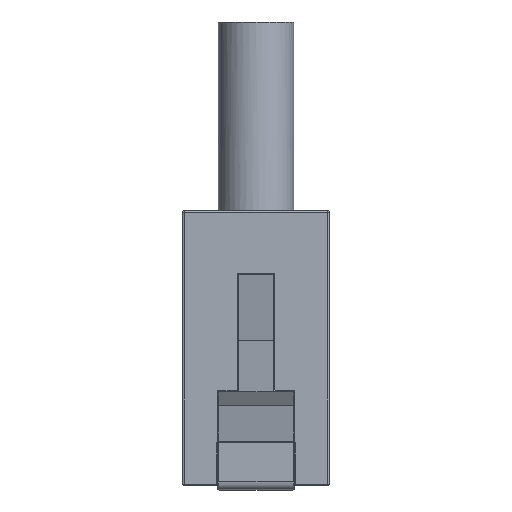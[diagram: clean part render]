
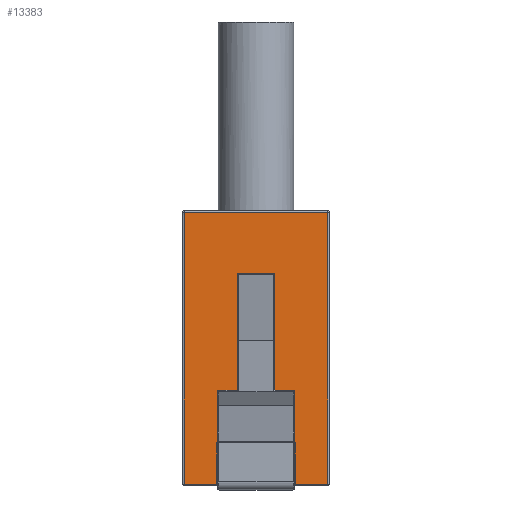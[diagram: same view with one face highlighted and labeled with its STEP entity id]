
A CAD part, top view. The second image highlights one B-rep face of the part: STEP entity #13383.
In plain terms, the highlighted face is planar.
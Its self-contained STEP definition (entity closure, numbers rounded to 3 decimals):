
#913=LINE('',#32320,#1548);
#916=LINE('',#32350,#1551);
#955=LINE('',#32498,#1590);
#1216=LINE('',#35545,#1851);
#1218=LINE('',#35548,#1853);
#1221=LINE('',#35553,#1856);
#1225=LINE('',#35562,#1860);
#1226=LINE('',#35563,#1861);
#1548=VECTOR('',#16486,10.);
#1551=VECTOR('',#16497,10.);
#1590=VECTOR('',#16586,10.);
#1851=VECTOR('',#17813,10.);
#1853=VECTOR('',#17817,10.);
#1856=VECTOR('',#17824,10.);
#1860=VECTOR('',#17836,10.);
#1861=VECTOR('',#17837,10.);
#2979=FACE_OUTER_BOUND('',#3817,.T.);
#3817=EDGE_LOOP('',(#11296,#11297,#11298,#11299,#11300,#11301,#11302,#11303,
#11304,#11305,#11306,#11307));
#4189=CIRCLE('',#13787,0.225);
#4192=CIRCLE('',#13790,0.225);
#4205=CIRCLE('',#13803,0.225);
#4208=CIRCLE('',#13806,0.225);
#5247=VERTEX_POINT('',#21034);
#5248=VERTEX_POINT('',#21041);
#5250=VERTEX_POINT('',#21087);
#5267=VERTEX_POINT('',#21418);
#5268=VERTEX_POINT('',#21425);
#5270=VERTEX_POINT('',#21471);
#5834=VERTEX_POINT('',#32307);
#5836=VERTEX_POINT('',#32312);
#5839=VERTEX_POINT('',#32348);
#5894=VERTEX_POINT('',#32484);
#5896=VERTEX_POINT('',#32496);
#6157=VERTEX_POINT('',#35561);
#6569=EDGE_CURVE('',#5247,#5248,#4189,.T.);
#6573=EDGE_CURVE('',#5250,#5247,#4192,.T.);
#6595=EDGE_CURVE('',#5267,#5268,#4205,.T.);
#6599=EDGE_CURVE('',#5270,#5267,#4208,.T.);
#7365=EDGE_CURVE('',#5836,#5834,#913,.T.);
#7371=EDGE_CURVE('',#5839,#5836,#916,.T.);
#7433=EDGE_CURVE('',#5896,#5894,#955,.T.);
#8008=EDGE_CURVE('',#5834,#5250,#1216,.T.);
#8010=EDGE_CURVE('',#5248,#5270,#1218,.T.);
#8013=EDGE_CURVE('',#5268,#5896,#1221,.T.);
#8017=EDGE_CURVE('',#6157,#5839,#1225,.T.);
#8018=EDGE_CURVE('',#5894,#6157,#1226,.T.);
#11296=ORIENTED_EDGE('',*,*,#7365,.F.);
#11297=ORIENTED_EDGE('',*,*,#7371,.F.);
#11298=ORIENTED_EDGE('',*,*,#8017,.F.);
#11299=ORIENTED_EDGE('',*,*,#8018,.F.);
#11300=ORIENTED_EDGE('',*,*,#7433,.F.);
#11301=ORIENTED_EDGE('',*,*,#8013,.F.);
#11302=ORIENTED_EDGE('',*,*,#6595,.F.);
#11303=ORIENTED_EDGE('',*,*,#6599,.F.);
#11304=ORIENTED_EDGE('',*,*,#8010,.F.);
#11305=ORIENTED_EDGE('',*,*,#6569,.F.);
#11306=ORIENTED_EDGE('',*,*,#6573,.F.);
#11307=ORIENTED_EDGE('',*,*,#8008,.F.);
#12654=PLANE('',#14802);
#13383=ADVANCED_FACE('',(#2979),#12654,.T.);
#13787=AXIS2_PLACEMENT_3D('',#21042,#15474,#15475);
#13790=AXIS2_PLACEMENT_3D('',#21089,#15480,#15481);
#13803=AXIS2_PLACEMENT_3D('',#21426,#15506,#15507);
#13806=AXIS2_PLACEMENT_3D('',#21473,#15512,#15513);
#14802=AXIS2_PLACEMENT_3D('',#35560,#17834,#17835);
#15474=DIRECTION('center_axis',(0.,1.,0.));
#15475=DIRECTION('ref_axis',(0.,0.,-1.));
#15480=DIRECTION('center_axis',(0.,1.,0.));
#15481=DIRECTION('ref_axis',(0.707,0.,-0.707));
#15506=DIRECTION('center_axis',(0.,1.,0.));
#15507=DIRECTION('ref_axis',(-1.,0.,0.));
#15512=DIRECTION('center_axis',(0.,1.,0.));
#15513=DIRECTION('ref_axis',(-0.707,0.,-0.707));
#16486=DIRECTION('',(-1.,0.,0.));
#16497=DIRECTION('',(0.,0.,1.));
#16586=DIRECTION('',(-1.,0.,0.));
#17813=DIRECTION('',(0.,0.,-1.));
#17817=DIRECTION('',(-1.,0.,0.));
#17824=DIRECTION('',(0.,0.,1.));
#17834=DIRECTION('center_axis',(0.,1.,0.));
#17835=DIRECTION('ref_axis',(0.,0.,1.));
#17836=DIRECTION('',(1.,0.,0.));
#17837=DIRECTION('',(0.,0.,-1.));
#21034=CARTESIAN_POINT('',(3.057,3.302,18.355));
#21041=CARTESIAN_POINT('',(2.898,3.302,18.289));
#21042=CARTESIAN_POINT('Origin',(2.898,3.302,18.514));
#21087=CARTESIAN_POINT('',(3.123,3.302,18.514));
#21089=CARTESIAN_POINT('Origin',(2.898,3.302,18.514));
#21418=CARTESIAN_POINT('',(-3.057,3.302,18.355));
#21425=CARTESIAN_POINT('',(-3.123,3.302,18.514));
#21426=CARTESIAN_POINT('Origin',(-2.898,3.302,18.514));
#21471=CARTESIAN_POINT('',(-2.898,3.302,18.289));
#21473=CARTESIAN_POINT('Origin',(-2.898,3.302,18.514));
#32307=CARTESIAN_POINT('',(3.123,3.302,21.718));
#32312=CARTESIAN_POINT('',(5.715,3.302,21.718));
#32320=CARTESIAN_POINT('',(5.715,3.302,21.718));
#32348=CARTESIAN_POINT('',(5.715,3.302,0.127));
#32350=CARTESIAN_POINT('',(5.715,3.302,0.127));
#32484=CARTESIAN_POINT('',(-5.715,3.302,21.718));
#32496=CARTESIAN_POINT('',(-3.123,3.302,21.718));
#32498=CARTESIAN_POINT('',(-3.123,3.302,21.718));
#35545=CARTESIAN_POINT('',(3.123,3.302,21.718));
#35548=CARTESIAN_POINT('',(2.898,3.302,18.289));
#35553=CARTESIAN_POINT('',(-3.123,3.302,18.514));
#35560=CARTESIAN_POINT('Origin',(-5.725,3.302,10.923));
#35561=CARTESIAN_POINT('',(-5.715,3.302,0.127));
#35562=CARTESIAN_POINT('',(-5.715,3.302,0.127));
#35563=CARTESIAN_POINT('',(-5.715,3.302,21.718));
